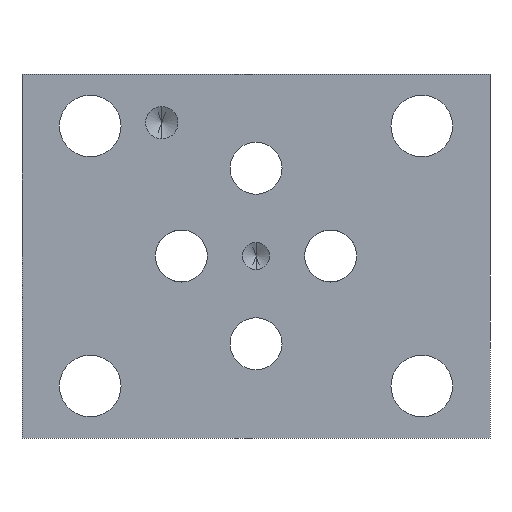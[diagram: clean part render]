
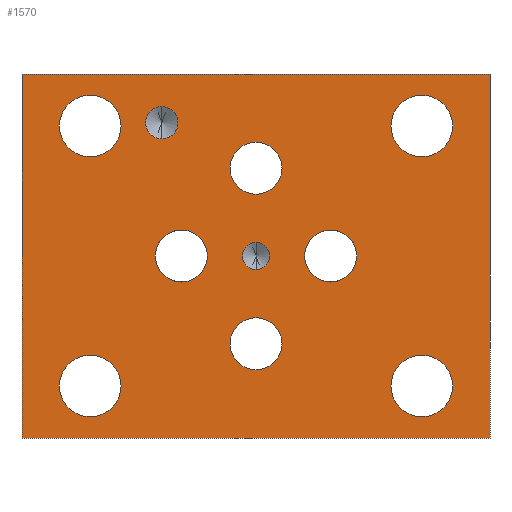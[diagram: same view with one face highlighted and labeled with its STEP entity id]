
A CAD part, front view. The second image highlights one B-rep face of the part: STEP entity #1570.
In plain terms, the highlighted planar face has unit normal (0, -1, 0).
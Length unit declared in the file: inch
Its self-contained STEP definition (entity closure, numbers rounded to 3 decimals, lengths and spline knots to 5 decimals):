
#5=DIRECTION('',(1.,0.,0.));
#6=VECTOR('',#5,2.25);
#7=CARTESIAN_POINT('',(0.,-0.94,0.));
#8=LINE('',#7,#6);
#135=DIRECTION('',(0.,0.,1.));
#136=VECTOR('',#135,1.75);
#137=CARTESIAN_POINT('',(2.25,-0.94,0.));
#138=LINE('',#137,#136);
#149=DIRECTION('',(0.,0.,1.));
#150=VECTOR('',#149,1.75);
#151=CARTESIAN_POINT('',(0.,-0.94,0.));
#152=LINE('',#151,#150);
#153=CARTESIAN_POINT('',(0.672,-0.94,
1.516));
#154=DIRECTION('',(0.,1.,0.));
#155=DIRECTION('',(0.,0.,-1.));
#156=AXIS2_PLACEMENT_3D('',#153,#154,#155);
#158=CARTESIAN_POINT('',(0.672,-0.94,
1.516));
#159=DIRECTION('',(0.,1.,0.));
#160=DIRECTION('',(0.,0.,1.));
#161=AXIS2_PLACEMENT_3D('',#158,#159,#160);
#163=CARTESIAN_POINT('',(1.125,-0.94,0.875));
#164=DIRECTION('',(0.,1.,0.));
#165=DIRECTION('',(0.,0.,-1.));
#166=AXIS2_PLACEMENT_3D('',#163,#164,#165);
#168=CARTESIAN_POINT('',(1.125,-0.94,0.875));
#169=DIRECTION('',(0.,1.,0.));
#170=DIRECTION('',(0.,0.,1.));
#171=AXIS2_PLACEMENT_3D('',#168,#169,#170);
#173=CARTESIAN_POINT('',(0.328,-0.94,0.25));
#174=DIRECTION('',(0.,-1.,0.));
#175=DIRECTION('',(-1.,0.,0.));
#176=AXIS2_PLACEMENT_3D('',#173,#174,#175);
#178=CARTESIAN_POINT('',(0.328,-0.94,0.25));
#179=DIRECTION('',(0.,-1.,0.));
#180=DIRECTION('',(1.,0.,0.));
#181=AXIS2_PLACEMENT_3D('',#178,#179,#180);
#183=CARTESIAN_POINT('',(1.922,-0.94,0.25));
#184=DIRECTION('',(0.,-1.,0.));
#185=DIRECTION('',(-1.,0.,0.));
#186=AXIS2_PLACEMENT_3D('',#183,#184,#185);
#188=CARTESIAN_POINT('',(1.922,-0.94,0.25));
#189=DIRECTION('',(0.,-1.,0.));
#190=DIRECTION('',(1.,0.,0.));
#191=AXIS2_PLACEMENT_3D('',#188,#189,#190);
#193=CARTESIAN_POINT('',(1.922,-0.94,1.5));
#194=DIRECTION('',(0.,-1.,0.));
#195=DIRECTION('',(-1.,0.,0.));
#196=AXIS2_PLACEMENT_3D('',#193,#194,#195);
#198=CARTESIAN_POINT('',(1.922,-0.94,1.5));
#199=DIRECTION('',(0.,-1.,0.));
#200=DIRECTION('',(1.,0.,0.));
#201=AXIS2_PLACEMENT_3D('',#198,#199,#200);
#203=CARTESIAN_POINT('',(0.328,-0.94,1.5));
#204=DIRECTION('',(0.,-1.,0.));
#205=DIRECTION('',(-1.,0.,0.));
#206=AXIS2_PLACEMENT_3D('',#203,#204,#205);
#208=CARTESIAN_POINT('',(0.328,-0.94,1.5));
#209=DIRECTION('',(0.,-1.,0.));
#210=DIRECTION('',(1.,0.,0.));
#211=AXIS2_PLACEMENT_3D('',#208,#209,#210);
#213=CARTESIAN_POINT('',(1.125,-0.94,0.453));
#214=DIRECTION('',(0.,-1.,0.));
#215=DIRECTION('',(-1.,0.,0.));
#216=AXIS2_PLACEMENT_3D('',#213,#214,#215);
#218=CARTESIAN_POINT('',(1.125,-0.94,0.453));
#219=DIRECTION('',(0.,-1.,0.));
#220=DIRECTION('',(1.,0.,0.));
#221=AXIS2_PLACEMENT_3D('',#218,#219,#220);
#223=CARTESIAN_POINT('',(1.484,-0.94,0.875));
#224=DIRECTION('',(0.,-1.,0.));
#225=DIRECTION('',(-1.,0.,0.));
#226=AXIS2_PLACEMENT_3D('',#223,#224,#225);
#228=CARTESIAN_POINT('',(1.484,-0.94,0.875));
#229=DIRECTION('',(0.,-1.,0.));
#230=DIRECTION('',(1.,0.,0.));
#231=AXIS2_PLACEMENT_3D('',#228,#229,#230);
#233=CARTESIAN_POINT('',(0.766,-0.94,0.875));
#234=DIRECTION('',(0.,-1.,0.));
#235=DIRECTION('',(-1.,0.,0.));
#236=AXIS2_PLACEMENT_3D('',#233,#234,#235);
#238=CARTESIAN_POINT('',(0.766,-0.94,0.875));
#239=DIRECTION('',(0.,-1.,0.));
#240=DIRECTION('',(1.,0.,0.));
#241=AXIS2_PLACEMENT_3D('',#238,#239,#240);
#243=CARTESIAN_POINT('',(1.125,-0.94,1.297));
#244=DIRECTION('',(0.,-1.,0.));
#245=DIRECTION('',(-1.,0.,0.));
#246=AXIS2_PLACEMENT_3D('',#243,#244,#245);
#248=CARTESIAN_POINT('',(1.125,-0.94,1.297));
#249=DIRECTION('',(0.,-1.,0.));
#250=DIRECTION('',(1.,0.,0.));
#251=AXIS2_PLACEMENT_3D('',#248,#249,#250);
#265=DIRECTION('',(1.,0.,0.));
#266=VECTOR('',#265,2.25);
#267=CARTESIAN_POINT('',(0.,-0.94,1.75));
#268=LINE('',#267,#266);
#1176=CARTESIAN_POINT('',(0.,-0.94,0.));
#1178=VERTEX_POINT('',#1176);
#1179=CARTESIAN_POINT('',(2.25,-0.94,0.));
#1180=VERTEX_POINT('',#1179);
#1184=CARTESIAN_POINT('',(0.,-0.94,1.75));
#1186=VERTEX_POINT('',#1184);
#1187=CARTESIAN_POINT('',(2.25,-0.94,1.75));
#1188=VERTEX_POINT('',#1187);
#1197=CARTESIAN_POINT('',(0.672,-0.94,
1.438));
#1198=CARTESIAN_POINT('',(0.672,-0.94,
1.594));
#1199=VERTEX_POINT('',#1197);
#1200=VERTEX_POINT('',#1198);
#1207=CARTESIAN_POINT('',(1.125,-0.94,0.81));
#1208=CARTESIAN_POINT('',(1.125,-0.94,0.94));
#1209=VERTEX_POINT('',#1207);
#1210=VERTEX_POINT('',#1208);
#1265=CARTESIAN_POINT('',(0.18,-0.94,0.25));
#1266=CARTESIAN_POINT('',(0.476,-0.94,0.25));
#1267=VERTEX_POINT('',#1265);
#1268=VERTEX_POINT('',#1266);
#1273=CARTESIAN_POINT('',(1.774,-0.94,0.25));
#1274=CARTESIAN_POINT('',(2.07,-0.94,0.25));
#1275=VERTEX_POINT('',#1273);
#1276=VERTEX_POINT('',#1274);
#1281=CARTESIAN_POINT('',(1.774,-0.94,1.5));
#1282=CARTESIAN_POINT('',(2.07,-0.94,1.5));
#1283=VERTEX_POINT('',#1281);
#1284=VERTEX_POINT('',#1282);
#1289=CARTESIAN_POINT('',(0.18,-0.94,1.5));
#1290=CARTESIAN_POINT('',(0.476,-0.94,1.5));
#1291=VERTEX_POINT('',#1289);
#1292=VERTEX_POINT('',#1290);
#1317=CARTESIAN_POINT('',(1.,-0.94,0.453));
#1318=CARTESIAN_POINT('',(1.25,-0.94,0.453));
#1319=VERTEX_POINT('',#1317);
#1320=VERTEX_POINT('',#1318);
#1325=CARTESIAN_POINT('',(1.359,-0.94,0.875));
#1326=CARTESIAN_POINT('',(1.609,-0.94,0.875));
#1327=VERTEX_POINT('',#1325);
#1328=VERTEX_POINT('',#1326);
#1343=CARTESIAN_POINT('',(0.641,-0.94,0.875));
#1344=CARTESIAN_POINT('',(0.891,-0.94,0.875));
#1345=VERTEX_POINT('',#1343);
#1346=VERTEX_POINT('',#1344);
#1359=CARTESIAN_POINT('',(1.,-0.94,1.297));
#1360=CARTESIAN_POINT('',(1.25,-0.94,1.297));
#1361=VERTEX_POINT('',#1359);
#1362=VERTEX_POINT('',#1360);
#1498=CARTESIAN_POINT('',(0.,-0.94,0.));
#1499=DIRECTION('',(0.,-1.,0.));
#1500=DIRECTION('',(1.,0.,0.));
#1501=AXIS2_PLACEMENT_3D('',#1498,#1499,#1500);
#1502=PLANE('',#1501);
#1503=ORIENTED_EDGE('',*,*,#1374,.F.);
#1504=ORIENTED_EDGE('',*,*,#1393,.T.);
#1506=ORIENTED_EDGE('',*,*,#1505,.T.);
#1507=ORIENTED_EDGE('',*,*,#1484,.F.);
#1508=EDGE_LOOP('',(#1503,#1504,#1506,#1507));
#1509=FACE_OUTER_BOUND('',#1508,.F.);
#1511=ORIENTED_EDGE('',*,*,#1510,.F.);
#1513=ORIENTED_EDGE('',*,*,#1512,.F.);
#1514=EDGE_LOOP('',(#1511,#1513));
#1515=FACE_BOUND('',#1514,.F.);
#1517=ORIENTED_EDGE('',*,*,#1516,.F.);
#1519=ORIENTED_EDGE('',*,*,#1518,.F.);
#1520=EDGE_LOOP('',(#1517,#1519));
#1521=FACE_BOUND('',#1520,.F.);
#1523=ORIENTED_EDGE('',*,*,#1522,.T.);
#1525=ORIENTED_EDGE('',*,*,#1524,.T.);
#1526=EDGE_LOOP('',(#1523,#1525));
#1527=FACE_BOUND('',#1526,.F.);
#1529=ORIENTED_EDGE('',*,*,#1528,.T.);
#1531=ORIENTED_EDGE('',*,*,#1530,.T.);
#1532=EDGE_LOOP('',(#1529,#1531));
#1533=FACE_BOUND('',#1532,.F.);
#1535=ORIENTED_EDGE('',*,*,#1534,.T.);
#1537=ORIENTED_EDGE('',*,*,#1536,.T.);
#1538=EDGE_LOOP('',(#1535,#1537));
#1539=FACE_BOUND('',#1538,.F.);
#1541=ORIENTED_EDGE('',*,*,#1540,.T.);
#1543=ORIENTED_EDGE('',*,*,#1542,.T.);
#1544=EDGE_LOOP('',(#1541,#1543));
#1545=FACE_BOUND('',#1544,.F.);
#1547=ORIENTED_EDGE('',*,*,#1546,.T.);
#1549=ORIENTED_EDGE('',*,*,#1548,.T.);
#1550=EDGE_LOOP('',(#1547,#1549));
#1551=FACE_BOUND('',#1550,.F.);
#1553=ORIENTED_EDGE('',*,*,#1552,.T.);
#1555=ORIENTED_EDGE('',*,*,#1554,.T.);
#1556=EDGE_LOOP('',(#1553,#1555));
#1557=FACE_BOUND('',#1556,.F.);
#1559=ORIENTED_EDGE('',*,*,#1558,.T.);
#1561=ORIENTED_EDGE('',*,*,#1560,.T.);
#1562=EDGE_LOOP('',(#1559,#1561));
#1563=FACE_BOUND('',#1562,.F.);
#1565=ORIENTED_EDGE('',*,*,#1564,.T.);
#1567=ORIENTED_EDGE('',*,*,#1566,.T.);
#1568=EDGE_LOOP('',(#1565,#1567));
#1569=FACE_BOUND('',#1568,.F.);
#1570=ADVANCED_FACE('',(#1509,#1515,#1521,#1527,#1533,#1539,#1545,#1551,#1557,
#1563,#1569),#1502,.T.);
#157=CIRCLE('',#156,0.078);
#162=CIRCLE('',#161,0.078);
#167=CIRCLE('',#166,0.065);
#172=CIRCLE('',#171,0.065);
#177=CIRCLE('',#176,0.148);
#182=CIRCLE('',#181,0.148);
#187=CIRCLE('',#186,0.148);
#192=CIRCLE('',#191,0.148);
#197=CIRCLE('',#196,0.148);
#202=CIRCLE('',#201,0.148);
#207=CIRCLE('',#206,0.148);
#212=CIRCLE('',#211,0.148);
#217=CIRCLE('',#216,0.125);
#222=CIRCLE('',#221,0.125);
#227=CIRCLE('',#226,0.125);
#232=CIRCLE('',#231,0.125);
#237=CIRCLE('',#236,0.125);
#242=CIRCLE('',#241,0.125);
#247=CIRCLE('',#246,0.125);
#252=CIRCLE('',#251,0.125);
#1374=EDGE_CURVE('',#1178,#1180,#8,.T.);
#1393=EDGE_CURVE('',#1178,#1186,#152,.T.);
#1484=EDGE_CURVE('',#1180,#1188,#138,.T.);
#1505=EDGE_CURVE('',#1186,#1188,#268,.T.);
#1510=EDGE_CURVE('',#1199,#1200,#157,.T.);
#1512=EDGE_CURVE('',#1200,#1199,#162,.T.);
#1516=EDGE_CURVE('',#1209,#1210,#167,.T.);
#1518=EDGE_CURVE('',#1210,#1209,#172,.T.);
#1522=EDGE_CURVE('',#1267,#1268,#177,.T.);
#1524=EDGE_CURVE('',#1268,#1267,#182,.T.);
#1528=EDGE_CURVE('',#1275,#1276,#187,.T.);
#1530=EDGE_CURVE('',#1276,#1275,#192,.T.);
#1534=EDGE_CURVE('',#1283,#1284,#197,.T.);
#1536=EDGE_CURVE('',#1284,#1283,#202,.T.);
#1540=EDGE_CURVE('',#1291,#1292,#207,.T.);
#1542=EDGE_CURVE('',#1292,#1291,#212,.T.);
#1546=EDGE_CURVE('',#1319,#1320,#217,.T.);
#1548=EDGE_CURVE('',#1320,#1319,#222,.T.);
#1552=EDGE_CURVE('',#1327,#1328,#227,.T.);
#1554=EDGE_CURVE('',#1328,#1327,#232,.T.);
#1558=EDGE_CURVE('',#1345,#1346,#237,.T.);
#1560=EDGE_CURVE('',#1346,#1345,#242,.T.);
#1564=EDGE_CURVE('',#1361,#1362,#247,.T.);
#1566=EDGE_CURVE('',#1362,#1361,#252,.T.);
